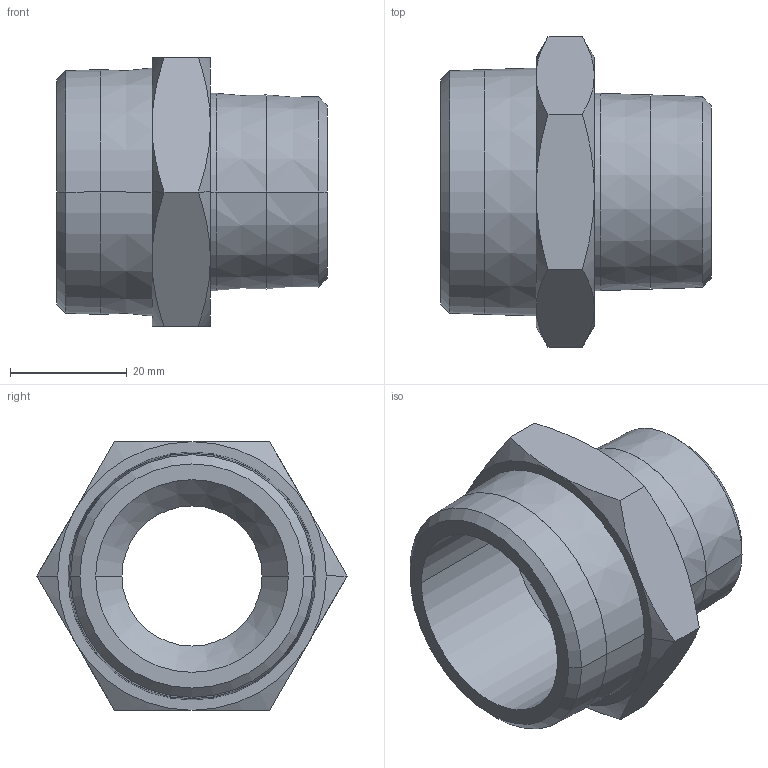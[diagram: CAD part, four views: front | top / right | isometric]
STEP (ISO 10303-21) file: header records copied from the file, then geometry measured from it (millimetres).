
FILE_DESCRIPTION(('STEP AP214'),'1');
FILE_NAME('0121_42_34.stp','2016-07-07T14:22:19',('TraceParts'),('TraceParts S.A.'),'Spatial InterOp 3D',' ',' ');
FILE_SCHEMA(('automotive_design'));
Length unit declared in the file: millimetre
Products named in the file (1): 1
Bounding box: 46.3 x 53.12 x 46 mm (x, y, z)
Volume: 27042.7 mm3; surface area: 12708.3 mm2
Topology: 1 solids, 1 shells, 52 faces, 106 edges, 62 vertices
Faces by surface type: cone 30, plane 14, cylinder 8
Entity records: 1397 total; most frequent: CARTESIAN_POINT 317, DIRECTION 240, ORIENTED_EDGE 212, EDGE_CURVE 106, AXIS2_PLACEMENT_3D 105, VERTEX_POINT 62, EDGE_LOOP 60, ADVANCED_FACE 52
